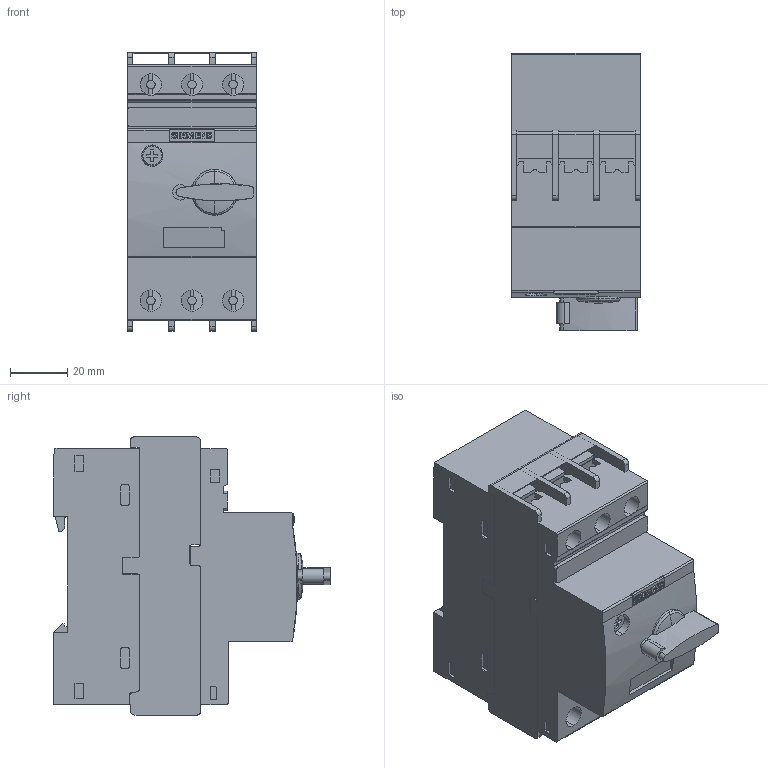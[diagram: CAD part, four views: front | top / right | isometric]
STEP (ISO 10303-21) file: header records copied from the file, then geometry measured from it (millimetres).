
FILE_DESCRIPTION(('no description'),'unknown implementation level');
FILE_NAME('3RV2011-0AA10_3D_v.stp',' ',('SIEMENS A&D'),('CADClick - KiM GmbH - www.kimweb.de'),'unknown preprocess','ACIS','unknown authorization');
FILE_SCHEMA(('automotive_design'));
Length unit declared in the file: millimetre
Products named in the file (1): 1
Bounding box: 45 x 96.9 x 97.4 mm (x, y, z)
Volume: 269262.5 mm3; surface area: 44185.6 mm2
Topology: 1 solids, 1 shells, 649 faces, 1990 edges, 1318 vertices
Faces by surface type: plane 445, cylinder 194, torus 10
Entity records: 44715 total; most frequent: CARTESIAN_POINT 4794, ORIENTED_EDGE 3980, STYLED_ITEM 3958, PRESENTATION_STYLE_ASSIGNMENT 3958, COLOUR_RGB 3958, DIRECTION 3665, EDGE_CURVE 1990, CURVE_STYLE 1990
